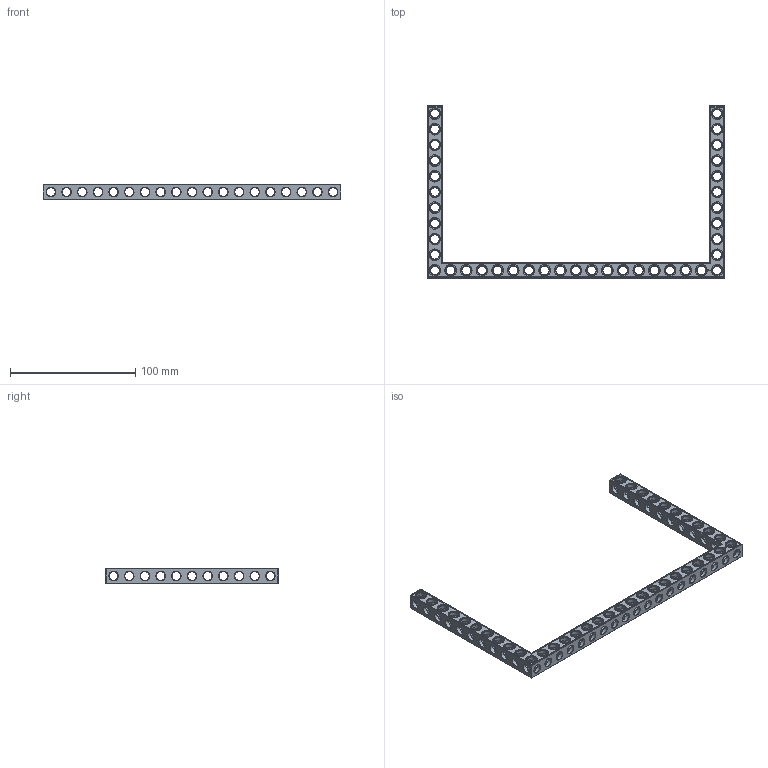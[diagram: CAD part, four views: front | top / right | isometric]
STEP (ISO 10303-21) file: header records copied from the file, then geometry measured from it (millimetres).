
FILE_DESCRIPTION(('FreeCAD Model'),'2;1');
FILE_NAME('Open CASCADE Shape Model','2022-03-06T23:19:40',('Author'),( ''),'Open CASCADE STEP processor 7.5','FreeCAD','Unknown');
FILE_SCHEMA(('AUTOMOTIVE_DESIGN { 1 0 10303 214 1 1 1 1 }'));
Products named in the file (1): Beam AGD ESS USH SYM BU19x11x01 - SPN-BEM-0622 (stemfie.org)
Bounding box: 237.5 x 137.5 x 12.5 mm (x, y, z)
Volume: 38100.7 mm3; surface area: 34022.4 mm2
Topology: 1 solids, 1 shells, 972 faces, 2987 edges, 1933 vertices
Faces by surface type: plane 409, cylinder 235, extrusion 170, cone 158
Full cylindrical faces by diameter (mm): 6.98 x24, 7 x172, 9.2 x39
Entity records: 181705 total; most frequent: CARTESIAN_POINT 126029, DIRECTION 9061, ORIENTED_EDGE 5974, PCURVE 5974, DEFINITIONAL_REPRESENTATION 5974, VECTOR 5504, LINE 5334, EDGE_CURVE 2987
